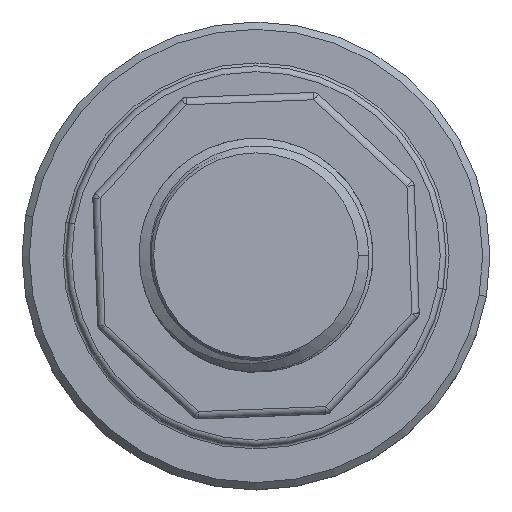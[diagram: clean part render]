
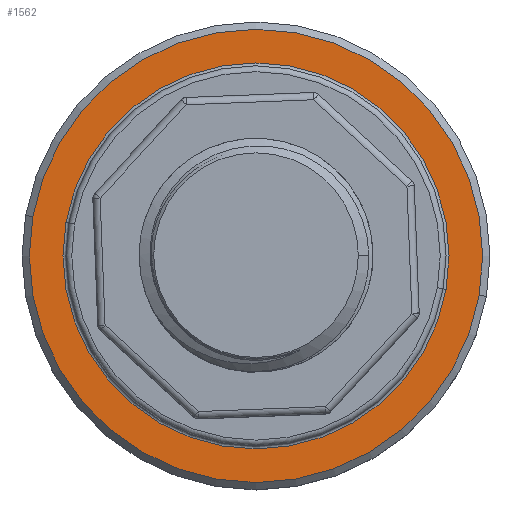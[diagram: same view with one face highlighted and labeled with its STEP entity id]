
A CAD part, top view. The second image highlights one B-rep face of the part: STEP entity #1562.
In plain terms, the highlighted planar face has unit normal (0, 0, 1).
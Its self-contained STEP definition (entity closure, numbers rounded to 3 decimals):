
#89 = ORIENTED_EDGE ( 'NONE', *, *, #405, .T. ) ;
#101 = ORIENTED_EDGE ( 'NONE', *, *, #403, .T. ) ;
#178 = ORIENTED_EDGE ( 'NONE', *, *, #380, .T. ) ;
#208 = ORIENTED_EDGE ( 'NONE', *, *, #485, .T. ) ;
#380 = EDGE_CURVE ( 'NONE', #672, #695, #10947, .T. ) ;
#403 = EDGE_CURVE ( 'NONE', #714, #600, #10928, .T. ) ;
#405 = EDGE_CURVE ( 'NONE', #600, #714, #11008, .T. ) ;
#485 = EDGE_CURVE ( 'NONE', #695, #672, #10714, .T. ) ;
#600 = VERTEX_POINT ( 'NONE', #3308 ) ;
#672 = VERTEX_POINT ( 'NONE', #3414 ) ;
#695 = VERTEX_POINT ( 'NONE', #3444 ) ;
#714 = VERTEX_POINT ( 'NONE', #3468 ) ;
#1562 = ADVANCED_FACE ( 'NONE', ( #8772, #8778 ), #8779, .F. ) ;
#1873 = EDGE_LOOP ( 'NONE', ( #178, #208 ) ) ;
#1928 = EDGE_LOOP ( 'NONE', ( #89, #101 ) ) ;
#2505 = CARTESIAN_POINT ( 'NONE',  ( 0., 0., -9.75 ) ) ;
#2507 = DIRECTION ( 'NONE',  ( 0., 0., -1. ) ) ;
#2509 = DIRECTION ( 'NONE',  ( -1., 0., 0. ) ) ;
#2744 = CARTESIAN_POINT ( 'NONE',  ( 0., 0., -9.75 ) ) ;
#2745 = DIRECTION ( 'NONE',  ( 0., 0., 1. ) ) ;
#2746 = DIRECTION ( 'NONE',  ( 1., 0., 0. ) ) ;
#2816 = CARTESIAN_POINT ( 'NONE',  ( 0., 0., -9.75 ) ) ;
#2817 = DIRECTION ( 'NONE',  ( 0., 0., 1. ) ) ;
#2818 = DIRECTION ( 'NONE',  ( 1., 0., 0. ) ) ;
#3294 = CARTESIAN_POINT ( 'NONE',  ( 0., 0., -9.75 ) ) ;
#3296 = DIRECTION ( 'NONE',  ( 0., 0., -1. ) ) ;
#3298 = DIRECTION ( 'NONE',  ( -1., 0., 0. ) ) ;
#3308 = CARTESIAN_POINT ( 'NONE',  ( -15.5, 0., -9.75 ) ) ;
#3414 = CARTESIAN_POINT ( 'NONE',  ( -13.2, 0., -9.75 ) ) ;
#3444 = CARTESIAN_POINT ( 'NONE',  ( 13.2, 0., -9.75 ) ) ;
#3468 = CARTESIAN_POINT ( 'NONE',  ( 15.5, 0., -9.75 ) ) ;
#6963 = AXIS2_PLACEMENT_3D ( 'NONE', #8776, #8774, #8781 ) ;
#8772 = FACE_BOUND ( 'NONE', #1873, .T. ) ;
#8774 = DIRECTION ( 'NONE',  ( 0., 0., -1. ) ) ;
#8776 = CARTESIAN_POINT ( 'NONE',  ( 0., 15.5, -9.75 ) ) ;
#8778 = FACE_OUTER_BOUND ( 'NONE', #1928, .T. ) ;
#8779 = PLANE ( 'NONE',  #6963 ) ;
#8781 = DIRECTION ( 'NONE',  ( -1., 0., 0. ) ) ;
#10690 = AXIS2_PLACEMENT_3D ( 'NONE', #3294, #3296, #3298 ) ;
#10714 = CIRCLE ( 'NONE', #10690, 13.2 ) ;
#10928 = CIRCLE ( 'NONE', #10953, 15.5 ) ;
#10947 = CIRCLE ( 'NONE', #10984, 13.2 ) ;
#10950 = AXIS2_PLACEMENT_3D ( 'NONE', #2816, #2817, #2818 ) ;
#10953 = AXIS2_PLACEMENT_3D ( 'NONE', #2744, #2745, #2746 ) ;
#10984 = AXIS2_PLACEMENT_3D ( 'NONE', #2505, #2507, #2509 ) ;
#11008 = CIRCLE ( 'NONE', #10950, 15.5 ) ;
